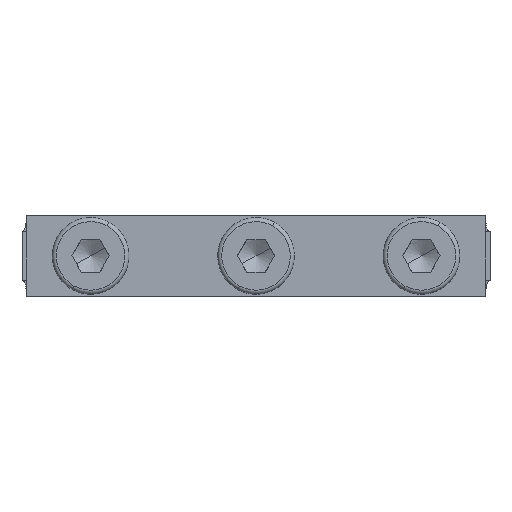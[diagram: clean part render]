
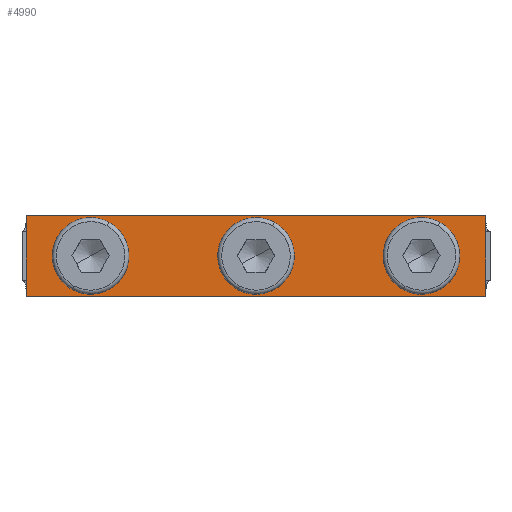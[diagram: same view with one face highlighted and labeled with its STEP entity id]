
A CAD part, top view. The second image highlights one B-rep face of the part: STEP entity #4990.
In plain terms, the highlighted planar face has unit normal (0, 0, 1).
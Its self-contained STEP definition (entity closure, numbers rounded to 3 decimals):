
#4896=AXIS2_PLACEMENT_3D('Circle Axis2P3D',#4894,#4895,$) ;
#4909=AXIS2_PLACEMENT_3D('Plane Axis2P3D',#4906,#4907,#4908) ;
#4947=AXIS2_PLACEMENT_3D('Circle Axis2P3D',#4945,#4946,$) ;
#4956=AXIS2_PLACEMENT_3D('Circle Axis2P3D',#4954,#4955,$) ;
#4965=AXIS2_PLACEMENT_3D('Circle Axis2P3D',#4963,#4964,$) ;
#4974=AXIS2_PLACEMENT_3D('Circle Axis2P3D',#4972,#4973,$) ;
#4983=AXIS2_PLACEMENT_3D('Circle Axis2P3D',#4981,#4982,$) ;
#4877=CARTESIAN_POINT('Vertex',(5.779,6.486,23.)) ;
#4891=CARTESIAN_POINT('Vertex',(11.221,3.514,23.)) ;
#4894=CARTESIAN_POINT('Axis2P3D Location',(8.5,5.,23.)) ;
#4906=CARTESIAN_POINT('Axis2P3D Location',(57.5,5.,23.)) ;
#4911=CARTESIAN_POINT('Line Origine',(57.5,5.,23.)) ;
#4915=CARTESIAN_POINT('Vertex',(57.5,10.,23.)) ;
#4917=CARTESIAN_POINT('Vertex',(57.5,0.,23.)) ;
#4920=CARTESIAN_POINT('Line Origine',(29.,10.,23.)) ;
#4924=CARTESIAN_POINT('Vertex',(0.5,10.,23.)) ;
#4927=CARTESIAN_POINT('Line Origine',(0.5,5.,23.)) ;
#4931=CARTESIAN_POINT('Vertex',(0.5,0.,23.)) ;
#4934=CARTESIAN_POINT('Line Origine',(29.,0.,23.)) ;
#4945=CARTESIAN_POINT('Axis2P3D Location',(8.5,5.,23.)) ;
#4954=CARTESIAN_POINT('Axis2P3D Location',(29.,5.,23.)) ;
#4958=CARTESIAN_POINT('Vertex',(31.721,3.514,23.)) ;
#4960=CARTESIAN_POINT('Vertex',(26.279,6.486,23.)) ;
#4963=CARTESIAN_POINT('Axis2P3D Location',(29.,5.,23.)) ;
#4972=CARTESIAN_POINT('Axis2P3D Location',(49.5,5.,23.)) ;
#4976=CARTESIAN_POINT('Vertex',(52.221,3.514,23.)) ;
#4978=CARTESIAN_POINT('Vertex',(46.779,6.486,23.)) ;
#4981=CARTESIAN_POINT('Axis2P3D Location',(49.5,5.,23.)) ;
#4895=DIRECTION('Axis2P3D Direction',(0.,0.,-1.)) ;
#4907=DIRECTION('Axis2P3D Direction',(0.,0.,1.)) ;
#4908=DIRECTION('Axis2P3D XDirection',(-1.,0.,0.)) ;
#4912=DIRECTION('Vector Direction',(0.,-1.,0.)) ;
#4921=DIRECTION('Vector Direction',(-1.,0.,0.)) ;
#4928=DIRECTION('Vector Direction',(0.,-1.,0.)) ;
#4935=DIRECTION('Vector Direction',(-1.,0.,0.)) ;
#4946=DIRECTION('Axis2P3D Direction',(0.,0.,1.)) ;
#4955=DIRECTION('Axis2P3D Direction',(0.,0.,1.)) ;
#4964=DIRECTION('Axis2P3D Direction',(0.,0.,1.)) ;
#4973=DIRECTION('Axis2P3D Direction',(0.,0.,1.)) ;
#4982=DIRECTION('Axis2P3D Direction',(0.,0.,1.)) ;
#4913=VECTOR('Line Direction',#4912,1.) ;
#4922=VECTOR('Line Direction',#4921,1.) ;
#4929=VECTOR('Line Direction',#4928,1.) ;
#4936=VECTOR('Line Direction',#4935,1.) ;
#4940=ORIENTED_EDGE('',*,*,#4919,.F.) ;
#4941=ORIENTED_EDGE('',*,*,#4926,.T.) ;
#4942=ORIENTED_EDGE('',*,*,#4933,.T.) ;
#4943=ORIENTED_EDGE('',*,*,#4938,.F.) ;
#4951=ORIENTED_EDGE('',*,*,#4949,.F.) ;
#4952=ORIENTED_EDGE('',*,*,#4898,.F.) ;
#4969=ORIENTED_EDGE('',*,*,#4962,.F.) ;
#4970=ORIENTED_EDGE('',*,*,#4967,.F.) ;
#4987=ORIENTED_EDGE('',*,*,#4980,.F.) ;
#4988=ORIENTED_EDGE('',*,*,#4985,.F.) ;
#4953=FACE_BOUND('',#4950,.T.) ;
#4971=FACE_BOUND('',#4968,.T.) ;
#4989=FACE_BOUND('',#4986,.T.) ;
#4990=ADVANCED_FACE('QL',(#4944,#4953,#4971,#4989),#4910,.T.) ;
#4897=CIRCLE('generated circle',#4896,3.1) ;
#4948=CIRCLE('generated circle',#4947,3.1) ;
#4957=CIRCLE('generated circle',#4956,3.1) ;
#4966=CIRCLE('generated circle',#4965,3.1) ;
#4975=CIRCLE('generated circle',#4974,3.1) ;
#4984=CIRCLE('generated circle',#4983,3.1) ;
#4898=EDGE_CURVE('',#4892,#4878,#4897,.F.) ;
#4919=EDGE_CURVE('',#4916,#4918,#4914,.T.) ;
#4926=EDGE_CURVE('',#4916,#4925,#4923,.T.) ;
#4933=EDGE_CURVE('',#4925,#4932,#4930,.T.) ;
#4938=EDGE_CURVE('',#4918,#4932,#4937,.T.) ;
#4949=EDGE_CURVE('',#4878,#4892,#4948,.T.) ;
#4962=EDGE_CURVE('',#4959,#4961,#4957,.T.) ;
#4967=EDGE_CURVE('',#4961,#4959,#4966,.T.) ;
#4980=EDGE_CURVE('',#4977,#4979,#4975,.T.) ;
#4985=EDGE_CURVE('',#4979,#4977,#4984,.T.) ;
#4939=EDGE_LOOP('',(#4940,#4941,#4942,#4943)) ;
#4950=EDGE_LOOP('',(#4951,#4952)) ;
#4968=EDGE_LOOP('',(#4969,#4970)) ;
#4986=EDGE_LOOP('',(#4987,#4988)) ;
#4944=FACE_OUTER_BOUND('',#4939,.T.) ;
#4914=LINE('Line',#4911,#4913) ;
#4923=LINE('Line',#4920,#4922) ;
#4930=LINE('Line',#4927,#4929) ;
#4937=LINE('Line',#4934,#4936) ;
#4910=PLANE('',#4909) ;
#4878=VERTEX_POINT('',#4877) ;
#4892=VERTEX_POINT('',#4891) ;
#4916=VERTEX_POINT('',#4915) ;
#4918=VERTEX_POINT('',#4917) ;
#4925=VERTEX_POINT('',#4924) ;
#4932=VERTEX_POINT('',#4931) ;
#4959=VERTEX_POINT('',#4958) ;
#4961=VERTEX_POINT('',#4960) ;
#4977=VERTEX_POINT('',#4976) ;
#4979=VERTEX_POINT('',#4978) ;
